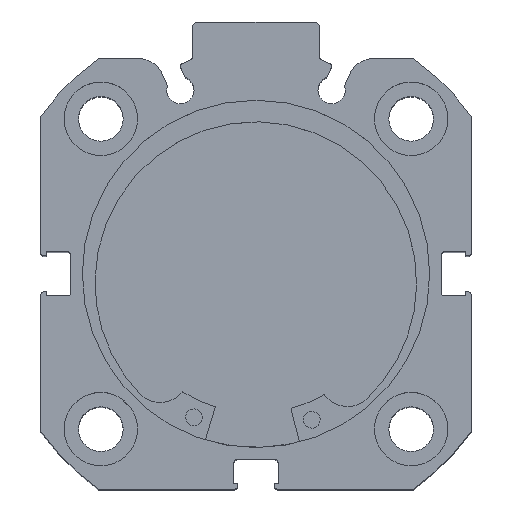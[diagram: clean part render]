
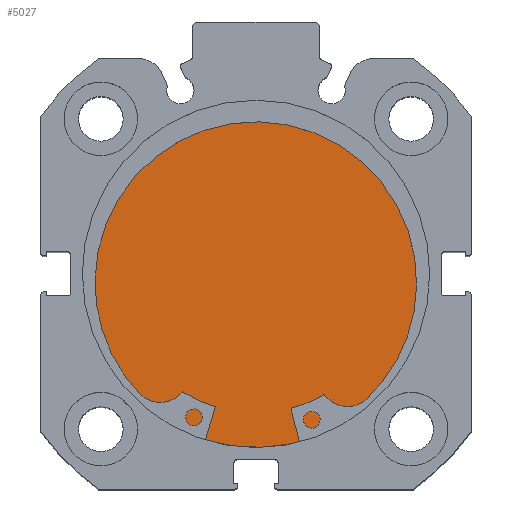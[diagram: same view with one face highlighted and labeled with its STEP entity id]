
A CAD part, top view. The second image highlights one B-rep face of the part: STEP entity #5027.
In plain terms, the highlighted face is planar.
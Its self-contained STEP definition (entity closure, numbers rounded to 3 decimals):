
#688 = CARTESIAN_POINT ( 'NONE',  ( 9., 0., 0. ) ) ;
#695 = DIRECTION ( 'NONE',  ( -1., 0., 0. ) ) ;
#696 = DIRECTION ( 'NONE',  ( 0., 0., 1. ) ) ;
#934 = CARTESIAN_POINT ( 'NONE',  ( 9., 0., 0. ) ) ;
#941 = DIRECTION ( 'NONE',  ( -1., 0., 0. ) ) ;
#942 = DIRECTION ( 'NONE',  ( 0., 0., 1. ) ) ;
#1807 = EDGE_CURVE ( 'NONE', #5331, #5273, #5902, .T. ) ;
#1900 = EDGE_CURVE ( 'NONE', #5273, #5331, #6042, .T. ) ;
#2117 = AXIS2_PLACEMENT_3D ( 'NONE', #688, #695, #696 ) ;
#2163 = AXIS2_PLACEMENT_3D ( 'NONE', #934, #941, #942 ) ;
#2544 = CARTESIAN_POINT ( 'NONE',  ( 9., 26., 0. ) ) ;
#2573 = PLANE ( 'NONE',  #3161 ) ;
#2579 = DIRECTION ( 'NONE',  ( -1., 0., 0. ) ) ;
#2580 = DIRECTION ( 'NONE',  ( 0., 0., 1. ) ) ;
#2818 = CARTESIAN_POINT ( 'NONE',  ( 9., 0., 26. ) ) ;
#2876 = CARTESIAN_POINT ( 'NONE',  ( 9., 0., -26. ) ) ;
#3161 = AXIS2_PLACEMENT_3D ( 'NONE', #2544, #2579, #2580 ) ;
#3263 = FACE_OUTER_BOUND ( 'NONE', #4764, .T. ) ;
#4764 = EDGE_LOOP ( 'NONE', ( #6540, #6530 ) ) ;
#5027 = ADVANCED_FACE ( 'NONE', ( #3263 ), #2573, .F. ) ;
#5273 = VERTEX_POINT ( 'NONE', #2818 ) ;
#5331 = VERTEX_POINT ( 'NONE', #2876 ) ;
#5902 = CIRCLE ( 'NONE', #2117, 26. ) ;
#6042 = CIRCLE ( 'NONE', #2163, 26. ) ;
#6530 = ORIENTED_EDGE ( 'NONE', *, *, #1807, .F. ) ;
#6540 = ORIENTED_EDGE ( 'NONE', *, *, #1900, .F. ) ;
